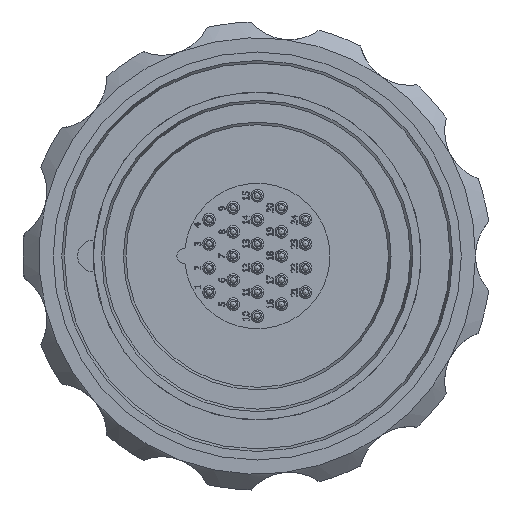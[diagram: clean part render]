
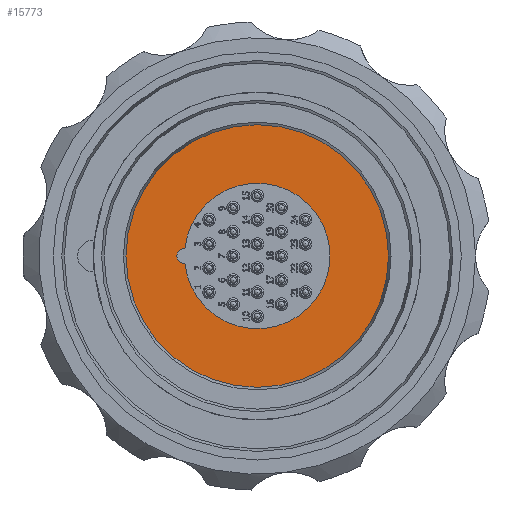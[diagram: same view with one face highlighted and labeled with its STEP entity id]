
A CAD part, left-side view. The second image highlights one B-rep face of the part: STEP entity #15773.
In plain terms, the highlighted planar face has unit normal (-1, 0, 0).
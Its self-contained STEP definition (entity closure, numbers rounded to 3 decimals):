
#1471=FACE_BOUND($,#3758,.T.);
#1472=FACE_BOUND($,#3759,.T.);
#1896=PLANE($,#16503);
#3758=EDGE_LOOP($,(#14336,#14337));
#3759=EDGE_LOOP($,(#14338));
#4072=CIRCLE($,#16499,11.5);
#4073=CIRCLE($,#16502,1.2);
#4074=CIRCLE($,#16504,20.75);
#8036=VERTEX_POINT($,#27977);
#8037=VERTEX_POINT($,#27979);
#8038=VERTEX_POINT($,#27986);
#10171=EDGE_CURVE($,#8036,#8037,#4072,.T.);
#10172=EDGE_CURVE($,#8037,#8036,#4073,.T.);
#10173=EDGE_CURVE($,#8038,#8038,#4074,.T.);
#14336=ORIENTED_EDGE($,*,*,#10171,.T.);
#14337=ORIENTED_EDGE($,*,*,#10172,.T.);
#14338=ORIENTED_EDGE($,*,*,#10173,.T.);
#15773=ADVANCED_FACE($,(#1471,#1472),#1896,.F.);
#16499=AXIS2_PLACEMENT_3D($,#27981,#19120,#19121);
#16502=AXIS2_PLACEMENT_3D($,#27984,#19126,#19127);
#16503=AXIS2_PLACEMENT_3D($,#27985,#19128,#19129);
#16504=AXIS2_PLACEMENT_3D($,#27987,#19130,#19131);
#19120=DIRECTION('center_axis',(1.,0.,0.));
#19121=DIRECTION('ref_axis',(0.,0.,-1.));
#19126=DIRECTION('center_axis',(1.,0.,0.));
#19127=DIRECTION('ref_axis',(0.,0.,-1.));
#19128=DIRECTION('center_axis',(1.,0.,0.));
#19129=DIRECTION('ref_axis',(0.,0.,-1.));
#19130=DIRECTION('center_axis',(-1.,0.,0.));
#19131=DIRECTION('ref_axis',(0.,0.,1.));
#27977=CARTESIAN_POINT('',(39.5,11.437,1.198));
#27979=CARTESIAN_POINT('',(39.5,11.437,-1.198));
#27981=CARTESIAN_POINT('Origin',(39.5,0.,0.));
#27984=CARTESIAN_POINT('Origin',(39.5,11.5,0.));
#27985=CARTESIAN_POINT('Origin',(39.5,20.75,0.));
#27986=CARTESIAN_POINT('',(39.5,20.75,0.));
#27987=CARTESIAN_POINT('Origin',(39.5,0.,0.));
